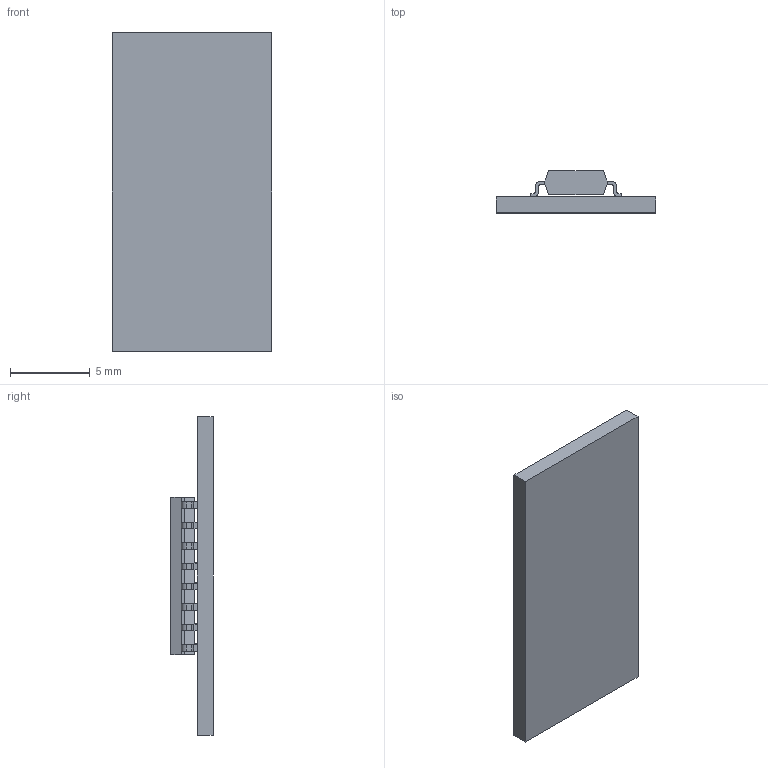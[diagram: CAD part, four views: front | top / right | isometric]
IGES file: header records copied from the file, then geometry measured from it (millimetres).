
Start section: SolidWorks IGES file using NURBS representation for surfaces
Global section: file name: SW3dPS-Small outline flat pack.IGS; native system: SolidWorks 2005 by SolidWorks Corporation; preprocessor: SolidWorks 2005 by SolidWorks Corporation; author: johanl; date: 050308.162434; units: millimetre
Bounding box: 10 x 2.65 x 20 mm (x, y, z)
Surface area: 603.9 mm2 (no closed solid volume)
Topology: 0 solids, 0 shells, 246 faces, 1632 edges, 1632 vertices
Faces by surface type: bspline 246
